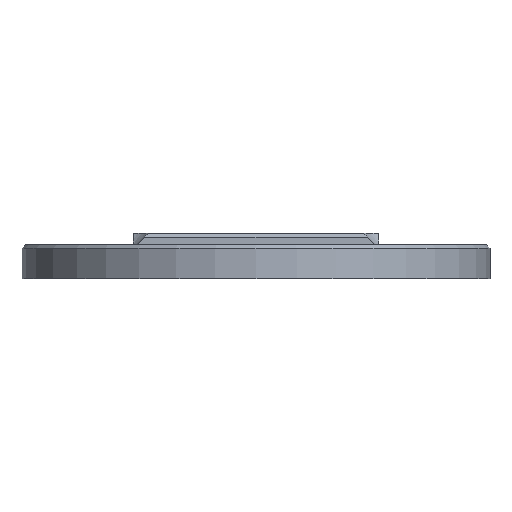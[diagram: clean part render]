
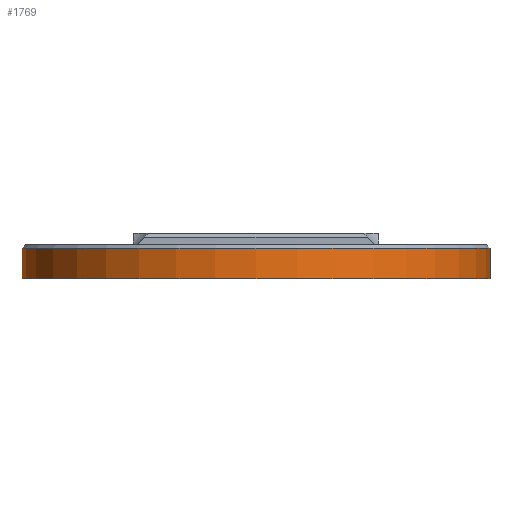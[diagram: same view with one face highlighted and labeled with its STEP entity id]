
A CAD part, front view. The second image highlights one B-rep face of the part: STEP entity #1769.
In plain terms, the highlighted cylindrical face has radius 62 mm (diameter 124 mm), a partial arc.
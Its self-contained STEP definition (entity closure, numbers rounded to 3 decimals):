
#13 = VECTOR ( 'NONE', #653, 1000. ) ;
#14 = DIRECTION ( 'NONE',  ( 1., 0., 0. ) ) ;
#19 = CARTESIAN_POINT ( 'NONE',  ( 62., 0., -3. ) ) ;
#156 = CARTESIAN_POINT ( 'NONE',  ( 62., 0., -3. ) ) ;
#175 = CARTESIAN_POINT ( 'NONE',  ( -62., 0., -3. ) ) ;
#205 = LINE ( 'NONE', #156, #13 ) ;
#390 = DIRECTION ( 'NONE',  ( 0., 0., 1. ) ) ;
#432 = AXIS2_PLACEMENT_3D ( 'NONE', #1036, #390, #2225 ) ;
#636 = DIRECTION ( 'NONE',  ( 1., 0., 0. ) ) ;
#638 = VERTEX_POINT ( 'NONE', #2557 ) ;
#653 = DIRECTION ( 'NONE',  ( 0., 0., 1. ) ) ;
#684 = EDGE_CURVE ( 'NONE', #1258, #765, #950, .T. ) ;
#726 = CARTESIAN_POINT ( 'NONE',  ( -62., 0., -3. ) ) ;
#765 = VERTEX_POINT ( 'NONE', #1271 ) ;
#801 = AXIS2_PLACEMENT_3D ( 'NONE', #1198, #1154, #14 ) ;
#818 = CARTESIAN_POINT ( 'NONE',  ( 0., 0., -3. ) ) ;
#819 = ORIENTED_EDGE ( 'NONE', *, *, #1692, .T. ) ;
#852 = VECTOR ( 'NONE', #2529, 1000. ) ;
#950 = LINE ( 'NONE', #726, #852 ) ;
#1022 = VERTEX_POINT ( 'NONE', #19 ) ;
#1036 = CARTESIAN_POINT ( 'NONE',  ( 0., 0., -3. ) ) ;
#1154 = DIRECTION ( 'NONE',  ( 0., 0., -1. ) ) ;
#1184 = EDGE_LOOP ( 'NONE', ( #2901, #819, #2706, #1318 ) ) ;
#1198 = CARTESIAN_POINT ( 'NONE',  ( 0., 0., 5. ) ) ;
#1258 = VERTEX_POINT ( 'NONE', #175 ) ;
#1271 = CARTESIAN_POINT ( 'NONE',  ( -62., 0., 5. ) ) ;
#1280 = CYLINDRICAL_SURFACE ( 'NONE', #432, 62. ) ;
#1318 = ORIENTED_EDGE ( 'NONE', *, *, #1435, .T. ) ;
#1432 = CIRCLE ( 'NONE', #2795, 62. ) ;
#1435 = EDGE_CURVE ( 'NONE', #638, #765, #1516, .T. ) ;
#1516 = CIRCLE ( 'NONE', #801, 62. ) ;
#1548 = DIRECTION ( 'NONE',  ( 0., 0., 1. ) ) ;
#1692 = EDGE_CURVE ( 'NONE', #1258, #1022, #1432, .T. ) ;
#1769 = ADVANCED_FACE ( 'NONE', ( #1952 ), #1280, .T. ) ;
#1786 = EDGE_CURVE ( 'NONE', #1022, #638, #205, .T. ) ;
#1952 = FACE_OUTER_BOUND ( 'NONE', #1184, .T. ) ;
#2225 = DIRECTION ( 'NONE',  ( 1., 0., 0. ) ) ;
#2529 = DIRECTION ( 'NONE',  ( 0., 0., 1. ) ) ;
#2557 = CARTESIAN_POINT ( 'NONE',  ( 62., 0., 5. ) ) ;
#2706 = ORIENTED_EDGE ( 'NONE', *, *, #1786, .T. ) ;
#2795 = AXIS2_PLACEMENT_3D ( 'NONE', #818, #1548, #636 ) ;
#2901 = ORIENTED_EDGE ( 'NONE', *, *, #684, .F. ) ;
